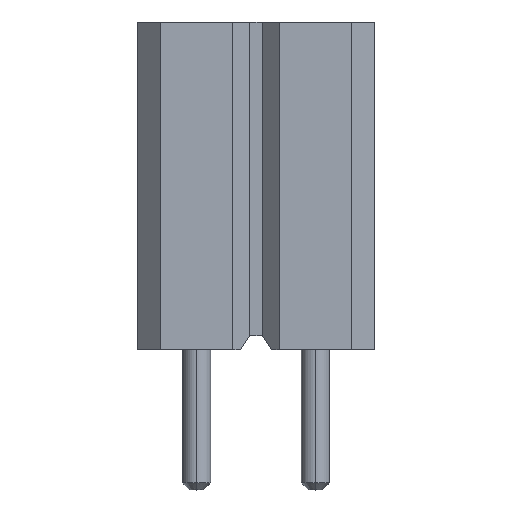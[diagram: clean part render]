
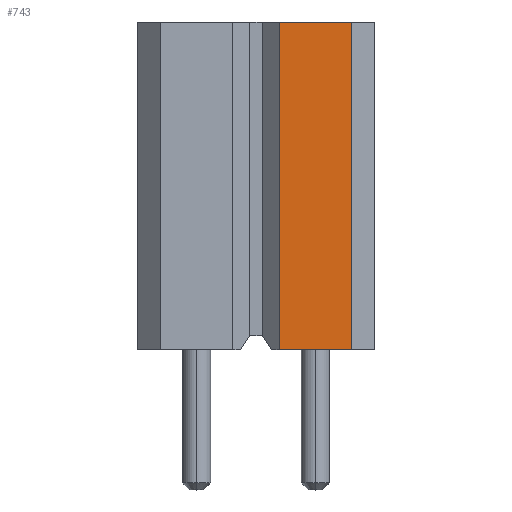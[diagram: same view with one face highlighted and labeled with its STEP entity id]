
A CAD part, top view. The second image highlights one B-rep face of the part: STEP entity #743.
In plain terms, the highlighted planar face has unit normal (0, 0, 1).
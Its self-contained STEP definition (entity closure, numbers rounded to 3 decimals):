
#11 = CARTESIAN_POINT ( 'NONE',  ( 2.04, 0., 1.27 ) ) ;
#55 = DIRECTION ( 'NONE',  ( 1., 0., 0. ) ) ;
#95 = CARTESIAN_POINT ( 'NONE',  ( 2.04, 10., 1.27 ) ) ;
#171 = ORIENTED_EDGE ( 'NONE', *, *, #733, .T. ) ;
#201 = VERTEX_POINT ( 'NONE', #453 ) ;
#262 = VERTEX_POINT ( 'NONE', #95 ) ;
#340 = CARTESIAN_POINT ( 'NONE',  ( 0.5, 3., 1.27 ) ) ;
#346 = VERTEX_POINT ( 'NONE', #340 ) ;
#372 = EDGE_LOOP ( 'NONE', ( #1449, #1211, #925, #171 ) ) ;
#453 = CARTESIAN_POINT ( 'NONE',  ( 0.5, 10., 1.27 ) ) ;
#575 = DIRECTION ( 'NONE',  ( 0., 1., 0. ) ) ;
#599 = CARTESIAN_POINT ( 'NONE',  ( 2.54, 10., 1.27 ) ) ;
#606 = CARTESIAN_POINT ( 'NONE',  ( 0.5, 0., 1.27 ) ) ;
#643 = DIRECTION ( 'NONE',  ( 0., 1., 0. ) ) ;
#733 = EDGE_CURVE ( 'NONE', #346, #1395, #1082, .T. ) ;
#742 = VECTOR ( 'NONE', #55, 1000. ) ;
#743 = ADVANCED_FACE ( 'NONE', ( #1440 ), #1923, .T. ) ;
#800 = CARTESIAN_POINT ( 'NONE',  ( 2.54, 3., 1.27 ) ) ;
#885 = LINE ( 'NONE', #606, #1787 ) ;
#925 = ORIENTED_EDGE ( 'NONE', *, *, #1124, .F. ) ;
#985 = DIRECTION ( 'NONE',  ( 0., 0., 1. ) ) ;
#993 = VECTOR ( 'NONE', #575, 1000. ) ;
#1082 = LINE ( 'NONE', #2253, #742 ) ;
#1124 = EDGE_CURVE ( 'NONE', #346, #201, #885, .T. ) ;
#1194 = LINE ( 'NONE', #599, #1952 ) ;
#1211 = ORIENTED_EDGE ( 'NONE', *, *, #2055, .F. ) ;
#1322 = DIRECTION ( 'NONE',  ( 1., 0., 0. ) ) ;
#1395 = VERTEX_POINT ( 'NONE', #2363 ) ;
#1440 = FACE_OUTER_BOUND ( 'NONE', #372, .T. ) ;
#1449 = ORIENTED_EDGE ( 'NONE', *, *, #1603, .T. ) ;
#1603 = EDGE_CURVE ( 'NONE', #1395, #262, #2005, .T. ) ;
#1787 = VECTOR ( 'NONE', #643, 1000. ) ;
#1923 = PLANE ( 'NONE',  #2041 ) ;
#1952 = VECTOR ( 'NONE', #1322, 1000. ) ;
#2005 = LINE ( 'NONE', #11, #993 ) ;
#2041 = AXIS2_PLACEMENT_3D ( 'NONE', #800, #985, #2093 ) ;
#2055 = EDGE_CURVE ( 'NONE', #201, #262, #1194, .T. ) ;
#2093 = DIRECTION ( 'NONE',  ( 1., 0., 0. ) ) ;
#2253 = CARTESIAN_POINT ( 'NONE',  ( 2.54, 3., 1.27 ) ) ;
#2363 = CARTESIAN_POINT ( 'NONE',  ( 2.04, 3., 1.27 ) ) ;
